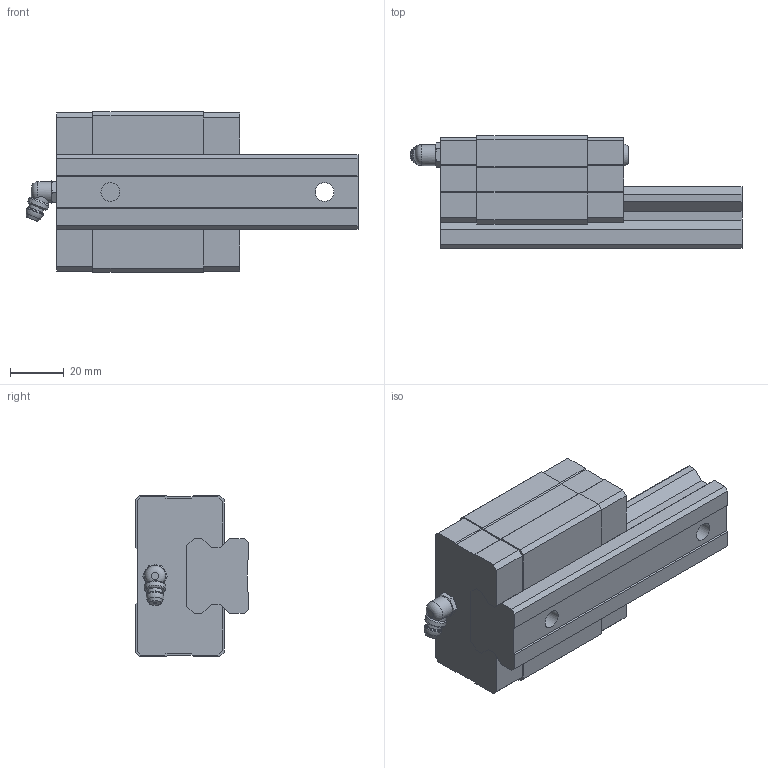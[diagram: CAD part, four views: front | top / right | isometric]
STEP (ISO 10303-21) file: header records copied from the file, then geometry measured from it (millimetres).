
FILE_DESCRIPTION(/* description */ ('STEP AP214'),/* implementation_level */ '2;1');
FILE_NAME(/* name */ 'LSD30HS1X112.5S20AN-M6',/* time_stamp */ '2022-10-31T20:00:20+01:00',/* author */ ('License CC BY-ND 4.0'),/* organization */ ('CADENAS'),/* preprocessor_version */ 'ST-DEVELOPER v18.102',/* originating_system */ 'PARTsolutions',/* authorisation */ ' ');
FILE_SCHEMA (('AUTOMOTIVE_DESIGN {1 0 10303 214 3 1 1}'));
Length unit declared in the file: millimetre
Products named in the file (4): LSD30HS1X112.5S20AN-M6; LSD30BK-HS-N-A-M6; LSD30RLX112.5-S20-N-D; LSD30HS1X112.5S20AN-M6_d
Assembly tree (3 placements, depth 2):
  LSD30HS1X112.5S20AN-M6
    LSD30BK-HS-N-A-M6
    LSD30RLX112.5-S20-N-D
    LSD30HS1X112.5S20AN-M6_d
Bounding box: 123.96 x 42 x 60 mm (x, y, z)
Volume: 171192.6 mm3; surface area: 32725 mm2
Topology: 2 solids, 2 shells, 143 faces, 383 edges, 253 vertices
Faces by surface type: plane 119, cylinder 12, cone 6, torus 5, sphere 1
Full cylindrical faces by diameter (mm): 5.5 x1, 6.6 x1, 6.647 x2, 7 x2, 7.85 x1, 8 x1, 11.2 x2
Entity records: 4378 total; most frequent: CARTESIAN_POINT 819, ORIENTED_EDGE 712, DIRECTION 670, EDGE_CURVE 356, LINE 300, VECTOR 300, VERTEX_POINT 247, AXIS2_PLACEMENT_3D 185
